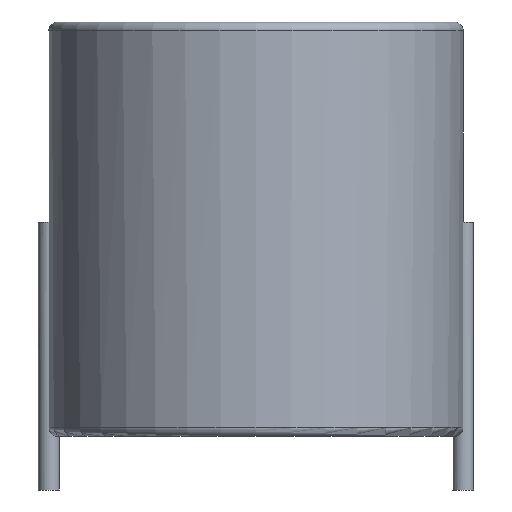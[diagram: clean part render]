
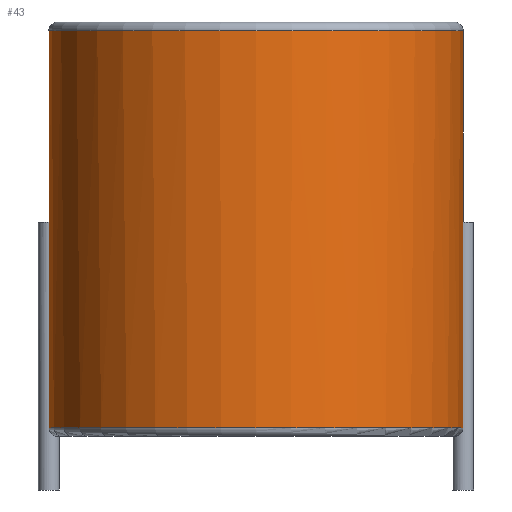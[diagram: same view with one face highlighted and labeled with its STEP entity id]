
A CAD part, front view. The second image highlights one B-rep face of the part: STEP entity #43.
In plain terms, the highlighted cylindrical face has radius 12 mm (diameter 24 mm), a full revolution.
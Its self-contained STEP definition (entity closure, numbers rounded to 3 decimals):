
#13=DIRECTION('',(0.,0.,1.));
#22=VERTEX_POINT('',#23);
#23=CARTESIAN_POINT('',(24.,0.,23.6));
#30=DIRECTION('',(1.,0.,0.));
#31=ORIENTED_EDGE('',*,*,#32,.T.);
#32=EDGE_CURVE('',#22,#22,#33,.T.);
#33=CIRCLE('',#34,12.);
#34=AXIS2_PLACEMENT_3D('',#35,#13,#30);
#35=CARTESIAN_POINT('',(12.,0.,23.6));
#43=ADVANCED_FACE('',(#44),#105,.T.);
#44=FACE_BOUND('',#45,.F.);
#45=EDGE_LOOP('',(#46,#56,#31,#61,#62,#66,#74,#81,#87,#91,#97,#101)  );
#46=ORIENTED_EDGE('',*,*,#47,.T.);
#47=EDGE_CURVE('',#48,#50,#52,.T.);
#48=VERTEX_POINT('',#49);
#49=CARTESIAN_POINT('',(23.985,0.6,12.5));
#50=VERTEX_POINT('',#51);
#51=CARTESIAN_POINT('',(24.,0.,12.5));
#52=CIRCLE('',#53,12.);
#53=AXIS2_PLACEMENT_3D('',#54,#55,#30);
#54=CARTESIAN_POINT('',(12.,0.,12.5));
#55=DIRECTION('',(0.,0.,-1.));
#56=ORIENTED_EDGE('',*,*,#57,.T.);
#57=EDGE_CURVE('',#50,#22,#58,.T.);
#58=LINE('',#59,#60);
#59=CARTESIAN_POINT('',(24.,0.,0.1));
#60=VECTOR('',#13,1.);
#61=ORIENTED_EDGE('',*,*,#57,.F.);
#62=ORIENTED_EDGE('',*,*,#63,.T.);
#63=EDGE_CURVE('',#50,#64,#52,.T.);
#64=VERTEX_POINT('',#65);
#65=CARTESIAN_POINT('',(23.985,-0.6,12.5));
#66=ORIENTED_EDGE('',*,*,#67,.T.);
#67=EDGE_CURVE('',#64,#68,#70,.T.);
#68=VERTEX_POINT('',#69);
#69=CARTESIAN_POINT('',(23.985,-0.6,0.6));
#70=LINE('',#71,#72);
#71=CARTESIAN_POINT('',(23.985,-0.6,0.1));
#72=VECTOR('',#73,1.);
#73=DIRECTION('',(0.,0.,-1.));
#74=ORIENTED_EDGE('',*,*,#75,.F.);
#75=EDGE_CURVE('',#76,#68,#78,.T.);
#76=VERTEX_POINT('',#77);
#77=CARTESIAN_POINT('',(0.015,-0.6,0.6));
#78=CIRCLE('',#79,12.);
#79=AXIS2_PLACEMENT_3D('',#80,#13,#30);
#80=CARTESIAN_POINT('',(12.,0.,0.6));
#81=ORIENTED_EDGE('',*,*,#82,.F.);
#82=EDGE_CURVE('',#83,#76,#85,.T.);
#83=VERTEX_POINT('',#84);
#84=CARTESIAN_POINT('',(0.015,-0.6,12.5));
#85=LINE('',#86,#72);
#86=CARTESIAN_POINT('',(0.015,-0.6,0.1));
#87=ORIENTED_EDGE('',*,*,#88,.T.);
#88=EDGE_CURVE('',#83,#89,#52,.T.);
#89=VERTEX_POINT('',#90);
#90=CARTESIAN_POINT('',(0.015,0.6,12.5));
#91=ORIENTED_EDGE('',*,*,#92,.T.);
#92=EDGE_CURVE('',#89,#93,#95,.T.);
#93=VERTEX_POINT('',#94);
#94=CARTESIAN_POINT('',(0.015,0.6,0.6));
#95=LINE('',#96,#72);
#96=CARTESIAN_POINT('',(0.015,0.6,0.1));
#97=ORIENTED_EDGE('',*,*,#98,.F.);
#98=EDGE_CURVE('',#99,#93,#78,.T.);
#99=VERTEX_POINT('',#100);
#100=CARTESIAN_POINT('',(23.985,0.6,0.6));
#101=ORIENTED_EDGE('',*,*,#102,.F.);
#102=EDGE_CURVE('',#48,#99,#103,.T.);
#103=LINE('',#104,#72);
#104=CARTESIAN_POINT('',(23.985,0.6,0.1));
#105=CYLINDRICAL_SURFACE('',#106,12.);
#106=AXIS2_PLACEMENT_3D('',#107,#73,#30);
#107=CARTESIAN_POINT('',(12.,0.,0.1));
